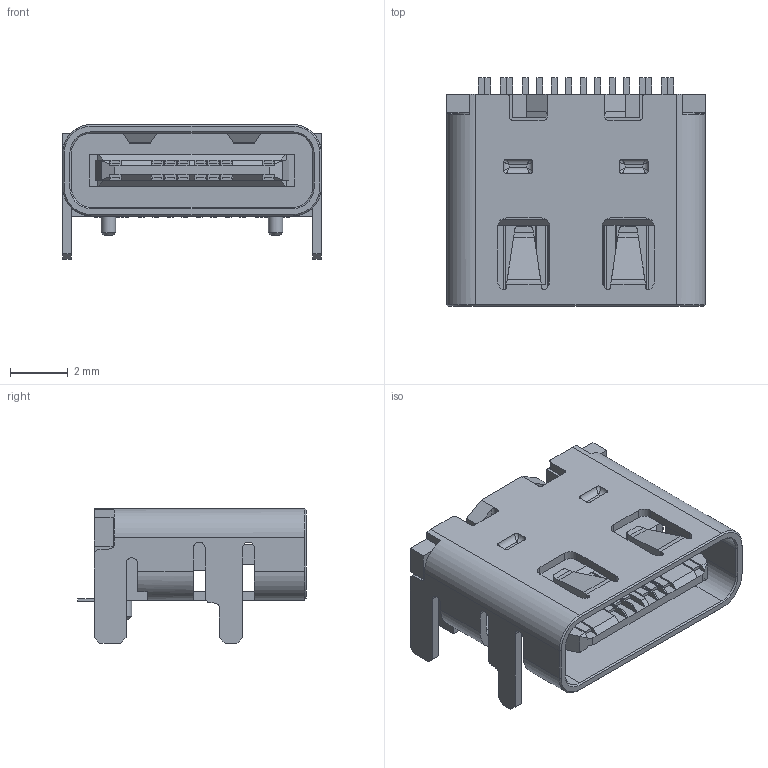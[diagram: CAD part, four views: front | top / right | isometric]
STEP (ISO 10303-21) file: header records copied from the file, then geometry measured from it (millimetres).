
FILE_DESCRIPTION(('FreeCAD Model'),'2;1');
FILE_NAME('Open CASCADE Shape Model','2023-10-10T21:07:23',(''),(''), 'Open CASCADE STEP processor 7.6','FreeCAD','Unknown');
FILE_SCHEMA(('AUTOMOTIVE_DESIGN { 1 0 10303 214 1 1 1 1 }'));
Length unit declared in the file: millimetre
Products named in the file (30): USB-C-SMD_G-SWITCH_GT-USB-7010ASV042; USB-C-SMD_G-SWITCH_GT-USB-7010ASV; USB-C-SMD_G-SWITCH_GT-USB-7010ASV001; USB-C-SMD_G-SWITCH_GT-USB-7010ASV002; USB-C-SMD_G-SWITCH_GT-USB-7010ASV003; USB-C-SMD_G-SWITCH_GT-USB-7010ASV004; USB-C-SMD_G-SWITCH_GT-USB-7010ASV005; USB-C-SMD_G-SWITCH_GT-USB-7010ASV006; USB-C-SMD_G-SWITCH_GT-USB-7010ASV007; USB-C-SMD_G-SWITCH_GT-USB-7010ASV008; USB-C-SMD_G-SWITCH_GT-USB-7010ASV009; USB-C-SMD_G-SWITCH_GT-USB-7010ASV010; USB-C-SMD_G-SWITCH_GT-USB-7010ASV011; USB-C-SMD_G-SWITCH_GT-USB-7010ASV012; USB-C-SMD_G-SWITCH_GT-USB-7010ASV013; USB-C-SMD_G-SWITCH_GT-USB-7010ASV014; USB-C-SMD_G-SWITCH_GT-USB-7010ASV015; USB-C-SMD_G-SWITCH_GT-USB-7010ASV016; USB-C-SMD_G-SWITCH_GT-USB-7010ASV017; USB-C-SMD_G-SWITCH_GT-USB-7010ASV018; USB-C-SMD_G-SWITCH_GT-USB-7010ASV019; USB-C-SMD_G-SWITCH_GT-USB-7010ASV020; USB-C-SMD_G-SWITCH_GT-USB-7010ASV021; USB-C-SMD_G-SWITCH_GT-USB-7010ASV022; USB-C-SMD_G-SWITCH_GT-USB-7010ASV023; USB-C-SMD_G-SWITCH_GT-USB-7010ASV024; USB-C-SMD_G-SWITCH_GT-USB-7010ASV025; USB-C-SMD_G-SWITCH_GT-USB-7010ASV026; USB-C-SMD_G-SWITCH_GT-USB-7010ASV027; USB-C-SMD_G-SWITCH_GT-USB-7010ASV028
Assembly tree (29 placements, depth 2):
  USB-C-SMD_G-SWITCH_GT-USB-7010ASV042
    USB-C-SMD_G-SWITCH_GT-USB-7010ASV
    USB-C-SMD_G-SWITCH_GT-USB-7010ASV001
    USB-C-SMD_G-SWITCH_GT-USB-7010ASV002
    USB-C-SMD_G-SWITCH_GT-USB-7010ASV003
    USB-C-SMD_G-SWITCH_GT-USB-7010ASV004
    USB-C-SMD_G-SWITCH_GT-USB-7010ASV005
    USB-C-SMD_G-SWITCH_GT-USB-7010ASV006
    USB-C-SMD_G-SWITCH_GT-USB-7010ASV007
    USB-C-SMD_G-SWITCH_GT-USB-7010ASV008
    USB-C-SMD_G-SWITCH_GT-USB-7010ASV009
    USB-C-SMD_G-SWITCH_GT-USB-7010ASV010
    USB-C-SMD_G-SWITCH_GT-USB-7010ASV011
    USB-C-SMD_G-SWITCH_GT-USB-7010ASV012
    USB-C-SMD_G-SWITCH_GT-USB-7010ASV013
    USB-C-SMD_G-SWITCH_GT-USB-7010ASV014
    USB-C-SMD_G-SWITCH_GT-USB-7010ASV015
    USB-C-SMD_G-SWITCH_GT-USB-7010ASV016
    USB-C-SMD_G-SWITCH_GT-USB-7010ASV017
    USB-C-SMD_G-SWITCH_GT-USB-7010ASV018
    USB-C-SMD_G-SWITCH_GT-USB-7010ASV019
    USB-C-SMD_G-SWITCH_GT-USB-7010ASV020
    USB-C-SMD_G-SWITCH_GT-USB-7010ASV021
    USB-C-SMD_G-SWITCH_GT-USB-7010ASV022
    USB-C-SMD_G-SWITCH_GT-USB-7010ASV023
    USB-C-SMD_G-SWITCH_GT-USB-7010ASV024
    USB-C-SMD_G-SWITCH_GT-USB-7010ASV025
    USB-C-SMD_G-SWITCH_GT-USB-7010ASV026
    USB-C-SMD_G-SWITCH_GT-USB-7010ASV027
    USB-C-SMD_G-SWITCH_GT-USB-7010ASV028
Bounding box: 8.94 x 7.9 x 4.66 mm (x, y, z)
Volume: 112.1 mm3; surface area: 526.2 mm2
Topology: 29 solids, 29 shells, 658 faces, 1665 edges, 1058 vertices
Faces by surface type: plane 508, cylinder 108, bspline 30, cone 12
Entity records: 24179 total; most frequent: CARTESIAN_POINT 4723, ORIENTED_EDGE 3298, DIRECTION 3077, EDGE_CURVE 1649, LINE 1373, VECTOR 1373, VERTEX_POINT 1058, AXIS2_PLACEMENT_3D 852
